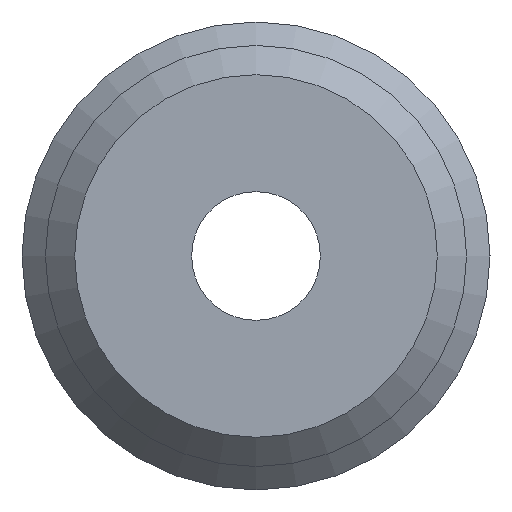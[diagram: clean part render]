
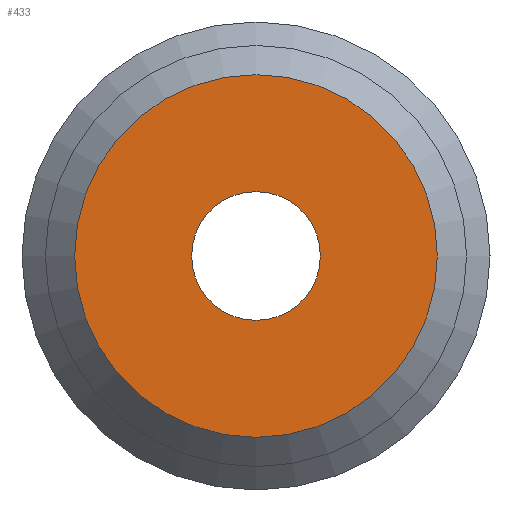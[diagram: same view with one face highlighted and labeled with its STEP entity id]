
A CAD part, left-side view. The second image highlights one B-rep face of the part: STEP entity #433.
In plain terms, the highlighted planar face has unit normal (-1, 0, 0).
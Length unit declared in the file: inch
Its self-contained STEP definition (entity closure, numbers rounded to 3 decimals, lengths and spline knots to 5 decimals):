
#27=FACE_BOUND('',#80,.T.);
#33=PLANE('',#513);
#52=FACE_OUTER_BOUND('',#79,.T.);
#79=EDGE_LOOP('',(#362,#363));
#80=EDGE_LOOP('',(#364,#365));
#150=CIRCLE('',#508,0.04331);
#151=CIRCLE('',#509,0.04331);
#154=CIRCLE('',#514,0.12205);
#155=CIRCLE('',#515,0.12205);
#194=VERTEX_POINT('',#770);
#195=VERTEX_POINT('',#771);
#198=VERTEX_POINT('',#782);
#199=VERTEX_POINT('',#783);
#249=EDGE_CURVE('',#194,#195,#150,.T.);
#251=EDGE_CURVE('',#195,#194,#151,.T.);
#255=EDGE_CURVE('',#198,#199,#154,.T.);
#256=EDGE_CURVE('',#199,#198,#155,.T.);
#362=ORIENTED_EDGE('',*,*,#255,.T.);
#363=ORIENTED_EDGE('',*,*,#256,.T.);
#364=ORIENTED_EDGE('',*,*,#249,.F.);
#365=ORIENTED_EDGE('',*,*,#251,.F.);
#433=ADVANCED_FACE('',(#52,#27),#33,.T.);
#508=AXIS2_PLACEMENT_3D('',#772,#638,#639);
#509=AXIS2_PLACEMENT_3D('',#774,#641,#642);
#513=AXIS2_PLACEMENT_3D('',#781,#650,#651);
#514=AXIS2_PLACEMENT_3D('',#784,#652,#653);
#515=AXIS2_PLACEMENT_3D('',#785,#654,#655);
#638=DIRECTION('center_axis',(-1.,0.,0.));
#639=DIRECTION('ref_axis',(0.,0.,1.));
#641=DIRECTION('center_axis',(-1.,0.,0.));
#642=DIRECTION('ref_axis',(0.,0.,1.));
#650=DIRECTION('center_axis',(-1.,0.,0.));
#651=DIRECTION('ref_axis',(0.,0.,1.));
#652=DIRECTION('center_axis',(-1.,0.,0.));
#653=DIRECTION('ref_axis',(0.,0.,1.));
#654=DIRECTION('center_axis',(-1.,0.,0.));
#655=DIRECTION('ref_axis',(0.,0.,1.));
#770=CARTESIAN_POINT('',(-0.32677,0.,0.04331));
#771=CARTESIAN_POINT('',(-0.32677,0.,-0.04331));
#772=CARTESIAN_POINT('Origin',(-0.32677,0.,0.));
#774=CARTESIAN_POINT('Origin',(-0.32677,0.,0.));
#781=CARTESIAN_POINT('Origin',(-0.32677,0.,0.));
#782=CARTESIAN_POINT('',(-0.32677,0.,0.12205));
#783=CARTESIAN_POINT('',(-0.32677,0.,-0.12205));
#784=CARTESIAN_POINT('Origin',(-0.32677,0.,0.));
#785=CARTESIAN_POINT('Origin',(-0.32677,0.,0.));
